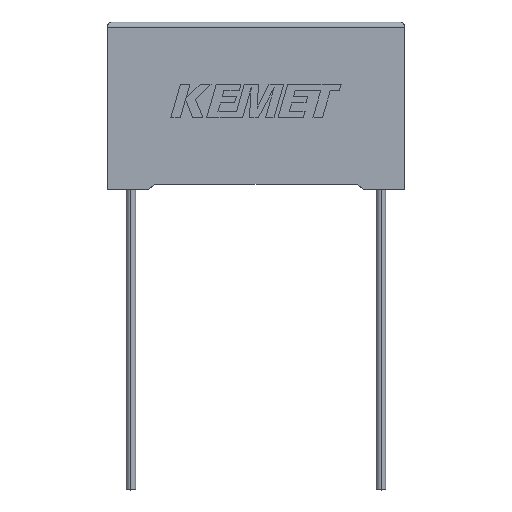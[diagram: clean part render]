
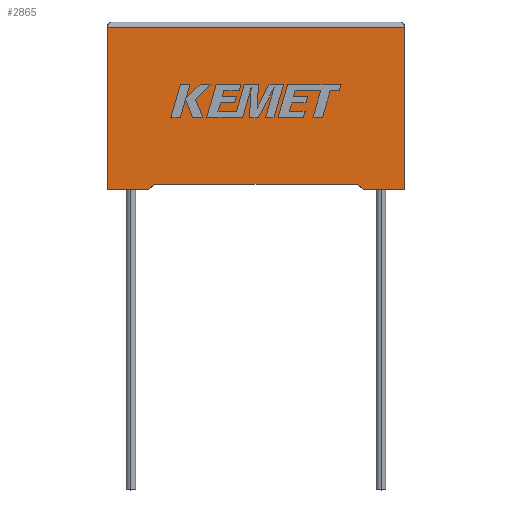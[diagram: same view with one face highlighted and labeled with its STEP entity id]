
A CAD part, top view. The second image highlights one B-rep face of the part: STEP entity #2865.
In plain terms, the highlighted planar face has unit normal (0, 0, 1).
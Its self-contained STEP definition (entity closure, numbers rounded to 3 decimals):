
#6 = CARTESIAN_POINT ( 'NONE',  ( 26.8, 0., 6.2 ) ) ;
#47 = EDGE_CURVE ( 'NONE', #2226, #2532, #1607, .T. ) ;
#151 = CARTESIAN_POINT ( 'NONE',  ( 0., 0., 6.2 ) ) ;
#152 = ORIENTED_EDGE ( 'NONE', *, *, #2733, .T. ) ;
#275 = FACE_OUTER_BOUND ( 'NONE', #2997, .T. ) ;
#300 = CARTESIAN_POINT ( 'NONE',  ( 0., 14.6, 6.2 ) ) ;
#324 = VERTEX_POINT ( 'NONE', #6 ) ;
#346 = VERTEX_POINT ( 'NONE', #2629 ) ;
#379 = ORIENTED_EDGE ( 'NONE', *, *, #1932, .T. ) ;
#386 = DIRECTION ( 'NONE',  ( -1., 0., 0. ) ) ;
#455 = VERTEX_POINT ( 'NONE', #2905 ) ;
#467 = CARTESIAN_POINT ( 'NONE',  ( 0., 0., 6.2 ) ) ;
#501 = VECTOR ( 'NONE', #639, 1000. ) ;
#532 = VECTOR ( 'NONE', #2536, 1000. ) ;
#571 = CARTESIAN_POINT ( 'NONE',  ( 23.15, 0., 6.2 ) ) ;
#592 = VERTEX_POINT ( 'NONE', #1093 ) ;
#607 = EDGE_CURVE ( 'NONE', #1095, #2226, #2332, .T. ) ;
#615 = ORIENTED_EDGE ( 'NONE', *, *, #2148, .T. ) ;
#639 = DIRECTION ( 'NONE',  ( -0.819, -0.573, 0. ) ) ;
#666 = EDGE_CURVE ( 'NONE', #1901, #2532, #706, .T. ) ;
#706 = LINE ( 'NONE', #151, #2190 ) ;
#713 = VECTOR ( 'NONE', #1728, 1000. ) ;
#866 = CARTESIAN_POINT ( 'NONE',  ( 3.65, 0., 6.2 ) ) ;
#881 = DIRECTION ( 'NONE',  ( -1., 0., 0. ) ) ;
#942 = CARTESIAN_POINT ( 'NONE',  ( 0., 0., 6.2 ) ) ;
#1093 = CARTESIAN_POINT ( 'NONE',  ( 26.8, 14.6, 6.2 ) ) ;
#1095 = VERTEX_POINT ( 'NONE', #1166 ) ;
#1166 = CARTESIAN_POINT ( 'NONE',  ( 22.406, 0.521, 6.2 ) ) ;
#1302 = LINE ( 'NONE', #942, #532 ) ;
#1316 = CARTESIAN_POINT ( 'NONE',  ( 0., 0., 6.2 ) ) ;
#1420 = LINE ( 'NONE', #2809, #1712 ) ;
#1459 = ORIENTED_EDGE ( 'NONE', *, *, #2616, .T. ) ;
#1527 = EDGE_CURVE ( 'NONE', #455, #324, #1945, .T. ) ;
#1607 = LINE ( 'NONE', #866, #501 ) ;
#1633 = DIRECTION ( 'NONE',  ( 0., 1., 0. ) ) ;
#1661 = VECTOR ( 'NONE', #386, 1000. ) ;
#1712 = VECTOR ( 'NONE', #1633, 1000. ) ;
#1728 = DIRECTION ( 'NONE',  ( -1., 0., 0. ) ) ;
#1886 = ORIENTED_EDGE ( 'NONE', *, *, #666, .T. ) ;
#1901 = VERTEX_POINT ( 'NONE', #467 ) ;
#1932 = EDGE_CURVE ( 'NONE', #324, #592, #1420, .T. ) ;
#1940 = ORIENTED_EDGE ( 'NONE', *, *, #1527, .T. ) ;
#1945 = LINE ( 'NONE', #1316, #2436 ) ;
#2002 = ORIENTED_EDGE ( 'NONE', *, *, #607, .F. ) ;
#2068 = LINE ( 'NONE', #300, #713 ) ;
#2148 = EDGE_CURVE ( 'NONE', #1095, #455, #2454, .T. ) ;
#2190 = VECTOR ( 'NONE', #2249, 1000. ) ;
#2214 = DIRECTION ( 'NONE',  ( 0.819, -0.573, 0. ) ) ;
#2226 = VERTEX_POINT ( 'NONE', #2401 ) ;
#2249 = DIRECTION ( 'NONE',  ( 1., 0., 0. ) ) ;
#2262 = VECTOR ( 'NONE', #2214, 1000. ) ;
#2332 = LINE ( 'NONE', #2741, #1661 ) ;
#2401 = CARTESIAN_POINT ( 'NONE',  ( 4.394, 0.521, 6.2 ) ) ;
#2433 = AXIS2_PLACEMENT_3D ( 'NONE', #2778, #2764, #881 ) ;
#2436 = VECTOR ( 'NONE', #2755, 1000. ) ;
#2454 = LINE ( 'NONE', #571, #2262 ) ;
#2532 = VERTEX_POINT ( 'NONE', #2646 ) ;
#2536 = DIRECTION ( 'NONE',  ( 0., -1., 0. ) ) ;
#2616 = EDGE_CURVE ( 'NONE', #346, #1901, #1302, .T. ) ;
#2629 = CARTESIAN_POINT ( 'NONE',  ( 0., 14.6, 6.2 ) ) ;
#2646 = CARTESIAN_POINT ( 'NONE',  ( 3.65, 0., 6.2 ) ) ;
#2723 = ORIENTED_EDGE ( 'NONE', *, *, #47, .F. ) ;
#2733 = EDGE_CURVE ( 'NONE', #592, #346, #2068, .T. ) ;
#2741 = CARTESIAN_POINT ( 'NONE',  ( 13.4, 0.521, 6.2 ) ) ;
#2755 = DIRECTION ( 'NONE',  ( 1., 0., 0. ) ) ;
#2764 = DIRECTION ( 'NONE',  ( 0., 0., -1. ) ) ;
#2778 = CARTESIAN_POINT ( 'NONE',  ( 0., 0., 6.2 ) ) ;
#2809 = CARTESIAN_POINT ( 'NONE',  ( 26.8, 0., 6.2 ) ) ;
#2865 = ADVANCED_FACE ( 'NONE', ( #275 ), #3010, .F. ) ;
#2905 = CARTESIAN_POINT ( 'NONE',  ( 23.15, 0., 6.2 ) ) ;
#2997 = EDGE_LOOP ( 'NONE', ( #379, #152, #1459, #1886, #2723, #2002, #615, #1940 ) ) ;
#3010 = PLANE ( 'NONE',  #2433 ) ;
